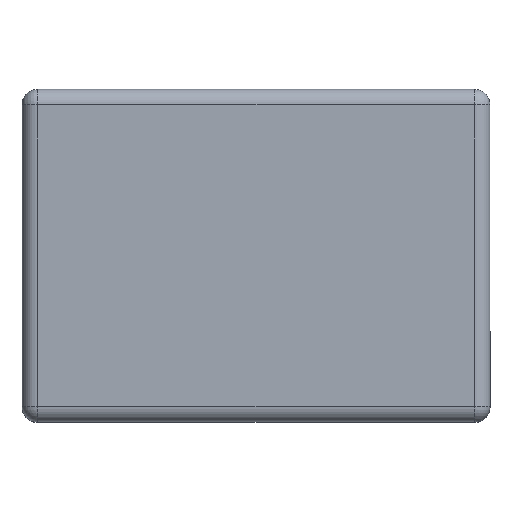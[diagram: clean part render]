
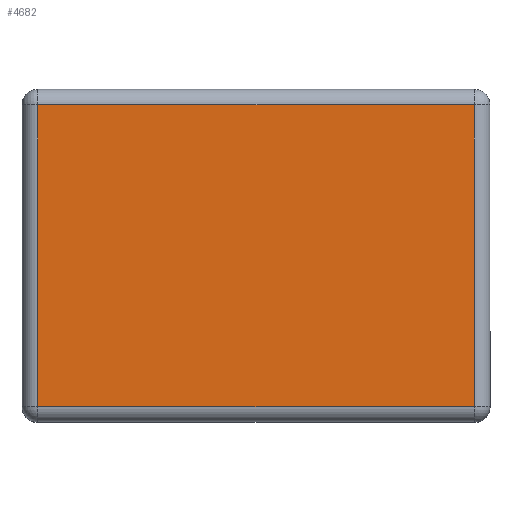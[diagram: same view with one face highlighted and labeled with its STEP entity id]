
A CAD part, top view. The second image highlights one B-rep face of the part: STEP entity #4682.
In plain terms, the highlighted planar face has unit normal (0, 0, 1).
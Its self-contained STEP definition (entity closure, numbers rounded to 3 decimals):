
#21 = EDGE_CURVE ( 'NONE', #10867, #7980, #2444, .T. ) ;
#26 = LINE ( 'NONE', #3019, #3636 ) ;
#93 = EDGE_CURVE ( 'NONE', #7980, #5676, #26, .T. ) ;
#294 = VECTOR ( 'NONE', #4637, 1000. ) ;
#936 = DIRECTION ( 'NONE',  ( 0., 1., 0. ) ) ;
#2441 = FACE_OUTER_BOUND ( 'NONE', #3471, .T. ) ;
#2444 = LINE ( 'NONE', #10463, #4446 ) ;
#3019 = CARTESIAN_POINT ( 'NONE',  ( 2.1, 1.6, 2.8 ) ) ;
#3135 = CARTESIAN_POINT ( 'NONE',  ( 2.1, -1.45, 2.8 ) ) ;
#3268 = EDGE_CURVE ( 'NONE', #5676, #10425, #5165, .T. ) ;
#3471 = EDGE_LOOP ( 'NONE', ( #3655, #9674, #5554, #3671 ) ) ;
#3485 = CARTESIAN_POINT ( 'NONE',  ( -2.1, 1.45, 2.8 ) ) ;
#3636 = VECTOR ( 'NONE', #936, 1000. ) ;
#3655 = ORIENTED_EDGE ( 'NONE', *, *, #8325, .T. ) ;
#3671 = ORIENTED_EDGE ( 'NONE', *, *, #3268, .T. ) ;
#3738 = CARTESIAN_POINT ( 'NONE',  ( 2.1, 1.45, 2.8 ) ) ;
#4396 = DIRECTION ( 'NONE',  ( 1., 0., 0. ) ) ;
#4446 = VECTOR ( 'NONE', #8389, 1000. ) ;
#4637 = DIRECTION ( 'NONE',  ( 0., -1., 0. ) ) ;
#4682 = ADVANCED_FACE ( 'NONE', ( #2441 ), #10205, .T. ) ;
#4790 = VECTOR ( 'NONE', #8309, 1000. ) ;
#5165 = LINE ( 'NONE', #12345, #4790 ) ;
#5179 = CARTESIAN_POINT ( 'NONE',  ( 0., 0., 2.8 ) ) ;
#5306 = DIRECTION ( 'NONE',  ( 0., 0., 1. ) ) ;
#5554 = ORIENTED_EDGE ( 'NONE', *, *, #93, .T. ) ;
#5655 = LINE ( 'NONE', #10371, #294 ) ;
#5676 = VERTEX_POINT ( 'NONE', #3738 ) ;
#7980 = VERTEX_POINT ( 'NONE', #3135 ) ;
#8047 = AXIS2_PLACEMENT_3D ( 'NONE', #5179, #5306, #4396 ) ;
#8309 = DIRECTION ( 'NONE',  ( -1., 0., 0. ) ) ;
#8325 = EDGE_CURVE ( 'NONE', #10425, #10867, #5655, .T. ) ;
#8389 = DIRECTION ( 'NONE',  ( 1., 0., 0. ) ) ;
#9674 = ORIENTED_EDGE ( 'NONE', *, *, #21, .T. ) ;
#10205 = PLANE ( 'NONE',  #8047 ) ;
#10371 = CARTESIAN_POINT ( 'NONE',  ( -2.1, 0., 2.8 ) ) ;
#10425 = VERTEX_POINT ( 'NONE', #3485 ) ;
#10463 = CARTESIAN_POINT ( 'NONE',  ( 0., -1.45, 2.8 ) ) ;
#10634 = CARTESIAN_POINT ( 'NONE',  ( -2.1, -1.45, 2.8 ) ) ;
#10867 = VERTEX_POINT ( 'NONE', #10634 ) ;
#12345 = CARTESIAN_POINT ( 'NONE',  ( -2.25, 1.45, 2.8 ) ) ;
